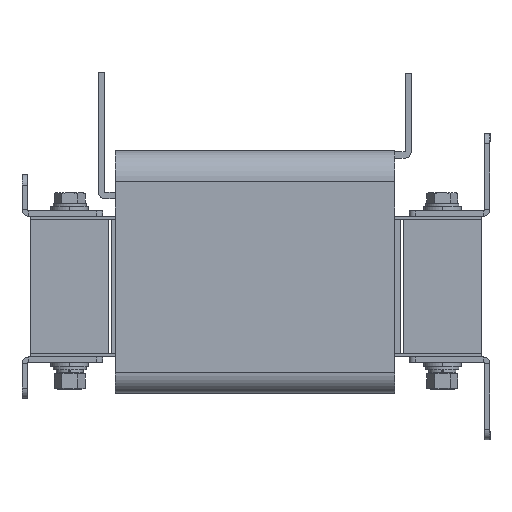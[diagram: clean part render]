
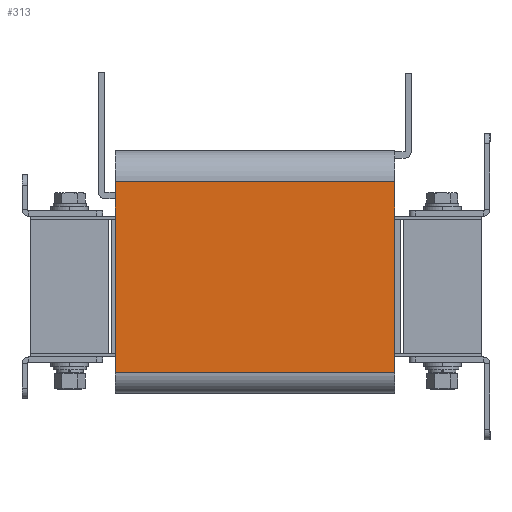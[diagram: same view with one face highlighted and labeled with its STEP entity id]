
A CAD part, left-side view. The second image highlights one B-rep face of the part: STEP entity #313.
In plain terms, the highlighted face is planar.
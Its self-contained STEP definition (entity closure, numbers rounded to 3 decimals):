
#96 = LINE ( 'NONE', #1588, #2012 ) ;
#158 = VECTOR ( 'NONE', #6046, 1000. ) ;
#291 = CARTESIAN_POINT ( 'NONE',  ( -51.62, -37.08, 135. ) ) ;
#313 = ADVANCED_FACE ( 'NONE', ( #3091 ), #2457, .F. ) ;
#646 = ORIENTED_EDGE ( 'NONE', *, *, #5285, .F. ) ;
#902 = DIRECTION ( 'NONE',  ( 0., 0., 1. ) ) ;
#1272 = LINE ( 'NONE', #6042, #4989 ) ;
#1330 = ORIENTED_EDGE ( 'NONE', *, *, #4109, .T. ) ;
#1523 = CARTESIAN_POINT ( 'NONE',  ( 40.54, -37.08, 135. ) ) ;
#1588 = CARTESIAN_POINT ( 'NONE',  ( 40.54, -37.08, 135. ) ) ;
#1616 = EDGE_CURVE ( 'NONE', #1715, #3695, #4450, .T. ) ;
#1715 = VERTEX_POINT ( 'NONE', #3576 ) ;
#1829 = DIRECTION ( 'NONE',  ( 0., 0., -1. ) ) ;
#2012 = VECTOR ( 'NONE', #5869, 1000. ) ;
#2052 = VECTOR ( 'NONE', #6750, 1000. ) ;
#2457 = PLANE ( 'NONE',  #5078 ) ;
#2650 = EDGE_LOOP ( 'NONE', ( #4710, #5403, #646, #1330 ) ) ;
#3059 = CARTESIAN_POINT ( 'NONE',  ( -51.62, -37.08, 135. ) ) ;
#3091 = FACE_OUTER_BOUND ( 'NONE', #2650, .T. ) ;
#3472 = VERTEX_POINT ( 'NONE', #1523 ) ;
#3558 = EDGE_CURVE ( 'NONE', #3472, #3695, #96, .T. ) ;
#3576 = CARTESIAN_POINT ( 'NONE',  ( -51.62, -37.08, 0. ) ) ;
#3695 = VERTEX_POINT ( 'NONE', #5934 ) ;
#3943 = CARTESIAN_POINT ( 'NONE',  ( -51.62, -37.08, 0. ) ) ;
#4109 = EDGE_CURVE ( 'NONE', #6422, #1715, #1272, .T. ) ;
#4237 = LINE ( 'NONE', #5038, #2052 ) ;
#4450 = LINE ( 'NONE', #3943, #158 ) ;
#4482 = DIRECTION ( 'NONE',  ( 0., 1., 0. ) ) ;
#4710 = ORIENTED_EDGE ( 'NONE', *, *, #1616, .T. ) ;
#4989 = VECTOR ( 'NONE', #1829, 1000. ) ;
#5038 = CARTESIAN_POINT ( 'NONE',  ( -51.62, -37.08, 135. ) ) ;
#5078 = AXIS2_PLACEMENT_3D ( 'NONE', #3059, #4482, #902 ) ;
#5285 = EDGE_CURVE ( 'NONE', #6422, #3472, #4237, .T. ) ;
#5403 = ORIENTED_EDGE ( 'NONE', *, *, #3558, .F. ) ;
#5869 = DIRECTION ( 'NONE',  ( 0., 0., -1. ) ) ;
#5934 = CARTESIAN_POINT ( 'NONE',  ( 40.54, -37.08, 0. ) ) ;
#6042 = CARTESIAN_POINT ( 'NONE',  ( -51.62, -37.08, 135. ) ) ;
#6046 = DIRECTION ( 'NONE',  ( 1., 0., 0. ) ) ;
#6422 = VERTEX_POINT ( 'NONE', #291 ) ;
#6750 = DIRECTION ( 'NONE',  ( 1., 0., 0. ) ) ;
